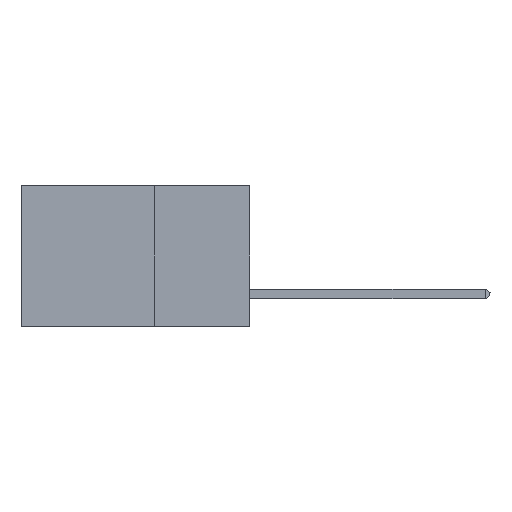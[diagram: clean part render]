
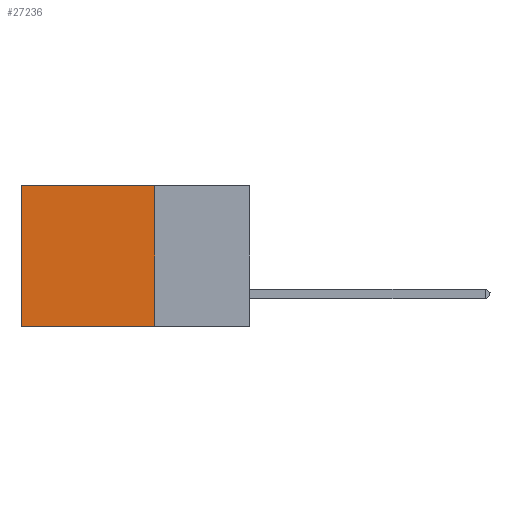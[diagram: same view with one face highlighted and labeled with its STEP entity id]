
A CAD part, left-side view. The second image highlights one B-rep face of the part: STEP entity #27236.
In plain terms, the highlighted planar face has unit normal (-1, 0, 0).
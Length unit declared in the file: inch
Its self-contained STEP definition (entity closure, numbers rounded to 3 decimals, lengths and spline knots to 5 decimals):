
#102 = VECTOR ( 'NONE', #26697, 39.37008 ) ;
#2235 = CARTESIAN_POINT ( 'NONE',  ( 0.2875, 0.25, 0. ) ) ;
#4568 = DIRECTION ( 'NONE',  ( 0., 0., -1. ) ) ;
#4930 = EDGE_CURVE ( 'NONE', #29683, #11532, #29925, .T. ) ;
#5318 = EDGE_CURVE ( 'NONE', #33792, #32200, #30737, .T. ) ;
#5360 = DIRECTION ( 'NONE',  ( 0., 1., 0. ) ) ;
#5714 = EDGE_CURVE ( 'NONE', #32200, #11532, #24916, .T. ) ;
#5733 = ORIENTED_EDGE ( 'NONE', *, *, #5318, .T. ) ;
#8844 = CARTESIAN_POINT ( 'NONE',  ( 0.2875, 0.25, 0. ) ) ;
#10007 = VECTOR ( 'NONE', #17325, 39.37008 ) ;
#10069 = DIRECTION ( 'NONE',  ( 1., 0., 0. ) ) ;
#10669 = ORIENTED_EDGE ( 'NONE', *, *, #5714, .T. ) ;
#11532 = VERTEX_POINT ( 'NONE', #19847 ) ;
#15383 = EDGE_LOOP ( 'NONE', ( #10669, #21429, #22680, #5733 ) ) ;
#17325 = DIRECTION ( 'NONE',  ( 0., 0., -1. ) ) ;
#18763 = FACE_OUTER_BOUND ( 'NONE', #15383, .T. ) ;
#19847 = CARTESIAN_POINT ( 'NONE',  ( 0.2875, 0.6, -0.37 ) ) ;
#21429 = ORIENTED_EDGE ( 'NONE', *, *, #4930, .F. ) ;
#21785 = DIRECTION ( 'NONE',  ( 0., 1., 0. ) ) ;
#22680 = ORIENTED_EDGE ( 'NONE', *, *, #28961, .F. ) ;
#22929 = VECTOR ( 'NONE', #5360, 39.37008 ) ;
#23932 = CARTESIAN_POINT ( 'NONE',  ( 0.2875, 0.25, 0. ) ) ;
#24592 = CARTESIAN_POINT ( 'NONE',  ( 0.2875, 0.25, -0.37 ) ) ;
#24826 = CARTESIAN_POINT ( 'NONE',  ( 0.2875, 0.6, 0. ) ) ;
#24916 = LINE ( 'NONE', #24826, #10007 ) ;
#26697 = DIRECTION ( 'NONE',  ( 0., 0., -1. ) ) ;
#27236 = ADVANCED_FACE ( 'NONE', ( #18763 ), #30723, .F. ) ;
#27393 = CARTESIAN_POINT ( 'NONE',  ( 0.2875, 0.25, -0.37 ) ) ;
#28554 = LINE ( 'NONE', #23932, #102 ) ;
#28961 = EDGE_CURVE ( 'NONE', #33792, #29683, #28554, .T. ) ;
#29683 = VERTEX_POINT ( 'NONE', #27393 ) ;
#29925 = LINE ( 'NONE', #24592, #30770 ) ;
#30723 = PLANE ( 'NONE',  #33893 ) ;
#30737 = LINE ( 'NONE', #2235, #22929 ) ;
#30770 = VECTOR ( 'NONE', #21785, 39.37008 ) ;
#30838 = CARTESIAN_POINT ( 'NONE',  ( 0.2875, 0.25, 0. ) ) ;
#30966 = CARTESIAN_POINT ( 'NONE',  ( 0.2875, 0.6, 0. ) ) ;
#32200 = VERTEX_POINT ( 'NONE', #30966 ) ;
#33792 = VERTEX_POINT ( 'NONE', #8844 ) ;
#33893 = AXIS2_PLACEMENT_3D ( 'NONE', #30838, #10069, #4568 ) ;
